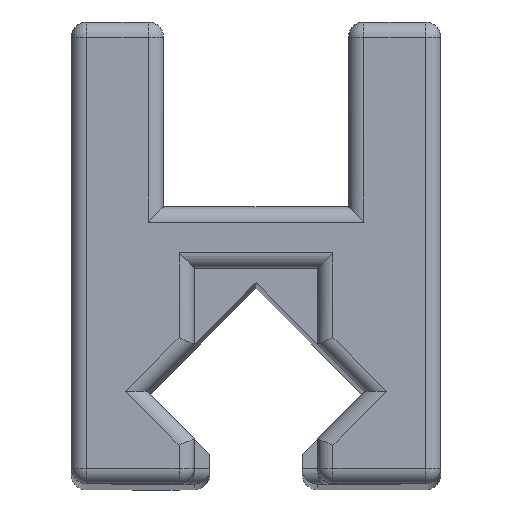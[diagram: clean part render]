
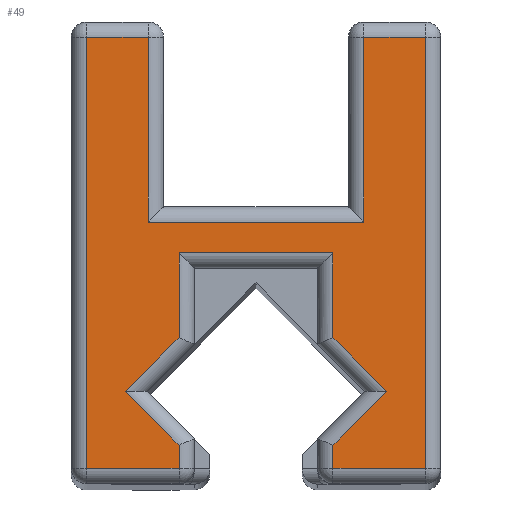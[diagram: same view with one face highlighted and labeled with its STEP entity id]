
A CAD part, top view. The second image highlights one B-rep face of the part: STEP entity #49.
In plain terms, the highlighted planar face has unit normal (0, 0, 1).
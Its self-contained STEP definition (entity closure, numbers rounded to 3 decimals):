
#49=ADVANCED_FACE('',(#180),#182,.T.);
#180=FACE_BOUND('',#181,.T.);
#181=EDGE_LOOP('',(#1066,#1067,#1068,#1069,#1070,#1071,#1072,#1073,#1074,#1075,#1076,
#1077,#1078,#1079,#1080,#1081,#1082,#1083));
#182=PLANE('',#183);
#183=AXIS2_PLACEMENT_3D('',#184,#185,#186);
#184=CARTESIAN_POINT('',(0.,0.,116.));
#185=DIRECTION('',(0.,0.,1.));
#186=DIRECTION('',(-1.,0.,0.));
#1066=ORIENTED_EDGE('',*,*,#1636,.T.);
#1067=ORIENTED_EDGE('',*,*,#1637,.T.);
#1068=ORIENTED_EDGE('',*,*,#1638,.T.);
#1069=ORIENTED_EDGE('',*,*,#1639,.T.);
#1070=ORIENTED_EDGE('',*,*,#1640,.T.);
#1071=ORIENTED_EDGE('',*,*,#1641,.T.);
#1072=ORIENTED_EDGE('',*,*,#1642,.T.);
#1073=ORIENTED_EDGE('',*,*,#1643,.T.);
#1074=ORIENTED_EDGE('',*,*,#1644,.T.);
#1075=ORIENTED_EDGE('',*,*,#1645,.T.);
#1076=ORIENTED_EDGE('',*,*,#1646,.T.);
#1077=ORIENTED_EDGE('',*,*,#1647,.T.);
#1078=ORIENTED_EDGE('',*,*,#1648,.T.);
#1079=ORIENTED_EDGE('',*,*,#1649,.T.);
#1080=ORIENTED_EDGE('',*,*,#1650,.T.);
#1081=ORIENTED_EDGE('',*,*,#1651,.T.);
#1082=ORIENTED_EDGE('',*,*,#1652,.T.);
#1083=ORIENTED_EDGE('',*,*,#1653,.T.);
#1636=EDGE_CURVE('',#1939,#1940,#1941,.T.);
#1637=EDGE_CURVE('',#1940,#1942,#1943,.F.);
#1638=EDGE_CURVE('',#1942,#1944,#1945,.T.);
#1639=EDGE_CURVE('',#1944,#1946,#1947,.T.);
#1640=EDGE_CURVE('',#1946,#1948,#1949,.F.);
#1641=EDGE_CURVE('',#1948,#1950,#1951,.T.);
#1642=EDGE_CURVE('',#1950,#1952,#1953,.F.);
#1643=EDGE_CURVE('',#1952,#1954,#1955,.T.);
#1644=EDGE_CURVE('',#1954,#1956,#1957,.T.);
#1645=EDGE_CURVE('',#1956,#1958,#1959,.F.);
#1646=EDGE_CURVE('',#1958,#1960,#1961,.T.);
#1647=EDGE_CURVE('',#1960,#1962,#1963,.T.);
#1648=EDGE_CURVE('',#1962,#1964,#1965,.T.);
#1649=EDGE_CURVE('',#1964,#1966,#1967,.T.);
#1650=EDGE_CURVE('',#1966,#1968,#1969,.T.);
#1651=EDGE_CURVE('',#1968,#1970,#1971,.T.);
#1652=EDGE_CURVE('',#1970,#1972,#1973,.T.);
#1653=EDGE_CURVE('',#1972,#1939,#1974,.T.);
#1939=VERTEX_POINT('',#2422);
#1940=VERTEX_POINT('',#2423);
#1941=LINE('',#2424,#2425);
#1942=VERTEX_POINT('',#2427);
#1943=LINE('',#2428,#2429);
#1944=VERTEX_POINT('',#2431);
#1945=LINE('',#2432,#2433);
#1946=VERTEX_POINT('',#2435);
#1947=LINE('',#2436,#2437);
#1948=VERTEX_POINT('',#2439);
#1949=LINE('',#2440,#2441);
#1950=VERTEX_POINT('',#2443);
#1951=LINE('',#2444,#2445);
#1952=VERTEX_POINT('',#2447);
#1953=LINE('',#2448,#2449);
#1954=VERTEX_POINT('',#2451);
#1955=LINE('',#2452,#2453);
#1956=VERTEX_POINT('',#2455);
#1957=LINE('',#2456,#2457);
#1958=VERTEX_POINT('',#2459);
#1959=LINE('',#2460,#2461);
#1960=VERTEX_POINT('',#2463);
#1961=LINE('',#2464,#2465);
#1962=VERTEX_POINT('',#2467);
#1963=LINE('',#2468,#2469);
#1964=VERTEX_POINT('',#2471);
#1965=LINE('',#2472,#2473);
#1966=VERTEX_POINT('',#2475);
#1967=LINE('',#2476,#2477);
#1968=VERTEX_POINT('',#2479);
#1969=LINE('',#2480,#2481);
#1970=VERTEX_POINT('',#2483);
#1971=LINE('',#2484,#2485);
#1972=VERTEX_POINT('',#2487);
#1973=LINE('',#2488,#2489);
#1974=LINE('',#2491,#2492);
#2422=CARTESIAN_POINT('',(0.5,0.5,116.));
#2423=CARTESIAN_POINT('',(3.5,0.5,116.));
#2424=CARTESIAN_POINT('',(0.5,0.5,116.));
#2425=VECTOR('',#2426,1.);
#2426=DIRECTION('',(1.,0.,0.));
#2427=CARTESIAN_POINT('',(3.5,1.257,116.));
#2428=CARTESIAN_POINT('',(3.5,1.257,116.));
#2429=VECTOR('',#2430,1.);
#2430=DIRECTION('',(0.,-1.,0.));
#2431=CARTESIAN_POINT('',(1.757,3.,116.));
#2432=CARTESIAN_POINT('',(3.5,1.257,116.));
#2433=VECTOR('',#2434,1.);
#2434=DIRECTION('',(-0.707,0.707,0.));
#2435=CARTESIAN_POINT('',(3.5,4.743,116.));
#2436=CARTESIAN_POINT('',(1.757,3.,116.));
#2437=VECTOR('',#2438,1.);
#2438=DIRECTION('',(0.707,0.707,0.));
#2439=CARTESIAN_POINT('',(3.5,7.5,116.));
#2440=CARTESIAN_POINT('',(3.5,7.5,116.));
#2441=VECTOR('',#2442,1.);
#2442=DIRECTION('',(0.,-1.,0.));
#2443=CARTESIAN_POINT('',(8.5,7.5,116.));
#2444=CARTESIAN_POINT('',(3.5,7.5,116.));
#2445=VECTOR('',#2446,1.);
#2446=DIRECTION('',(1.,0.,0.));
#2447=CARTESIAN_POINT('',(8.5,4.743,116.));
#2448=CARTESIAN_POINT('',(8.5,4.743,116.));
#2449=VECTOR('',#2450,1.);
#2450=DIRECTION('',(0.,1.,0.));
#2451=CARTESIAN_POINT('',(10.243,3.,116.));
#2452=CARTESIAN_POINT('',(8.5,4.743,116.));
#2453=VECTOR('',#2454,1.);
#2454=DIRECTION('',(0.707,-0.707,0.));
#2455=CARTESIAN_POINT('',(8.5,1.257,116.));
#2456=CARTESIAN_POINT('',(10.243,3.,116.));
#2457=VECTOR('',#2458,1.);
#2458=DIRECTION('',(-0.707,-0.707,0.));
#2459=CARTESIAN_POINT('',(8.5,0.5,116.));
#2460=CARTESIAN_POINT('',(8.5,0.5,116.));
#2461=VECTOR('',#2462,1.);
#2462=DIRECTION('',(0.,1.,0.));
#2463=CARTESIAN_POINT('',(11.5,0.5,116.));
#2464=CARTESIAN_POINT('',(8.5,0.5,116.));
#2465=VECTOR('',#2466,1.);
#2466=DIRECTION('',(1.,0.,0.));
#2467=CARTESIAN_POINT('',(11.5,14.5,116.));
#2468=CARTESIAN_POINT('',(11.5,0.5,116.));
#2469=VECTOR('',#2470,1.);
#2470=DIRECTION('',(0.,1.,0.));
#2471=CARTESIAN_POINT('',(9.5,14.5,116.));
#2472=CARTESIAN_POINT('',(11.5,14.5,116.));
#2473=VECTOR('',#2474,1.);
#2474=DIRECTION('',(-1.,0.,0.));
#2475=CARTESIAN_POINT('',(9.5,8.5,116.));
#2476=CARTESIAN_POINT('',(9.5,14.5,116.));
#2477=VECTOR('',#2478,1.);
#2478=DIRECTION('',(0.,-1.,0.));
#2479=CARTESIAN_POINT('',(2.5,8.5,116.));
#2480=CARTESIAN_POINT('',(9.5,8.5,116.));
#2481=VECTOR('',#2482,1.);
#2482=DIRECTION('',(-1.,0.,0.));
#2483=CARTESIAN_POINT('',(2.5,14.5,116.));
#2484=CARTESIAN_POINT('',(2.5,8.5,116.));
#2485=VECTOR('',#2486,1.);
#2486=DIRECTION('',(0.,1.,0.));
#2487=CARTESIAN_POINT('',(0.5,14.5,116.));
#2488=CARTESIAN_POINT('',(2.5,14.5,116.));
#2489=VECTOR('',#2490,1.);
#2490=DIRECTION('',(-1.,0.,0.));
#2491=CARTESIAN_POINT('',(0.5,14.5,116.));
#2492=VECTOR('',#2493,1.);
#2493=DIRECTION('',(0.,-1.,0.));
